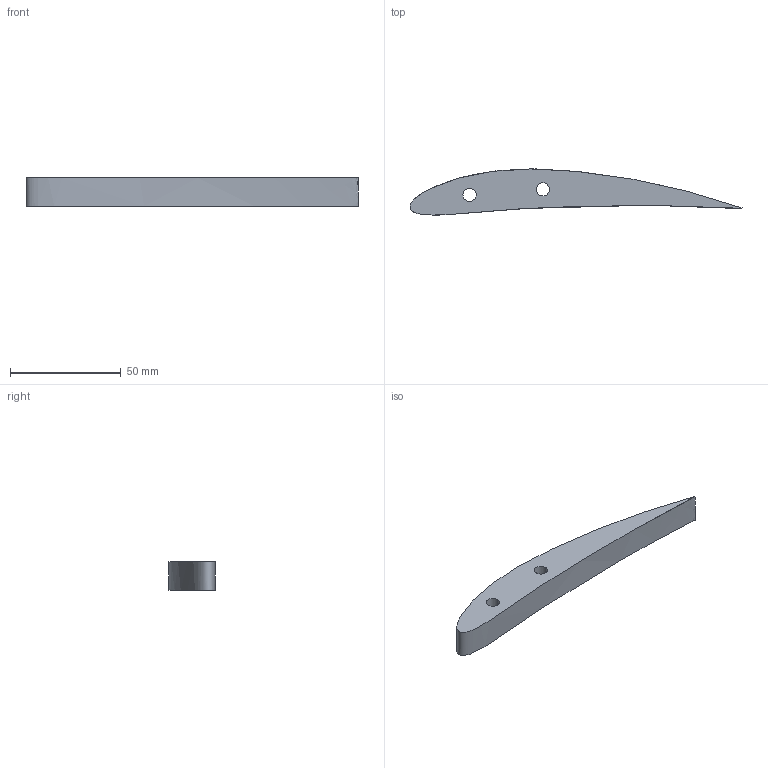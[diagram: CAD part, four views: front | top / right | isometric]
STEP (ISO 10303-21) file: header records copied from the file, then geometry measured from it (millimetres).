
FILE_DESCRIPTION (( 'STEP AP214' ), '1' );
FILE_NAME ('gligar_airfoil.STEP', '2024-12-13T12:34:30', ( '' ), ( '' ), 'SwSTEP 2.0', 'SolidWorks 2023', '' );
FILE_SCHEMA (( 'AUTOMOTIVE_DESIGN' ));
Length unit declared in the file: metre
Products named in the file (1): gligar_airfoil
Bounding box: 150.04 x 20.86 x 12.79 mm (x, y, z)
Volume: 19721.6 mm3; surface area: 7942.3 mm2
Topology: 1 solids, 1 shells, 8 faces, 18 edges, 12 vertices
Faces by surface type: cylinder 4, plane 3, bspline 1
Entity records: 507 total; most frequent: CARTESIAN_POINT 292, DIRECTION 40, ORIENTED_EDGE 36, EDGE_CURVE 18, AXIS2_PLACEMENT_3D 16, EDGE_LOOP 12, VERTEX_POINT 12, CIRCLE 8
